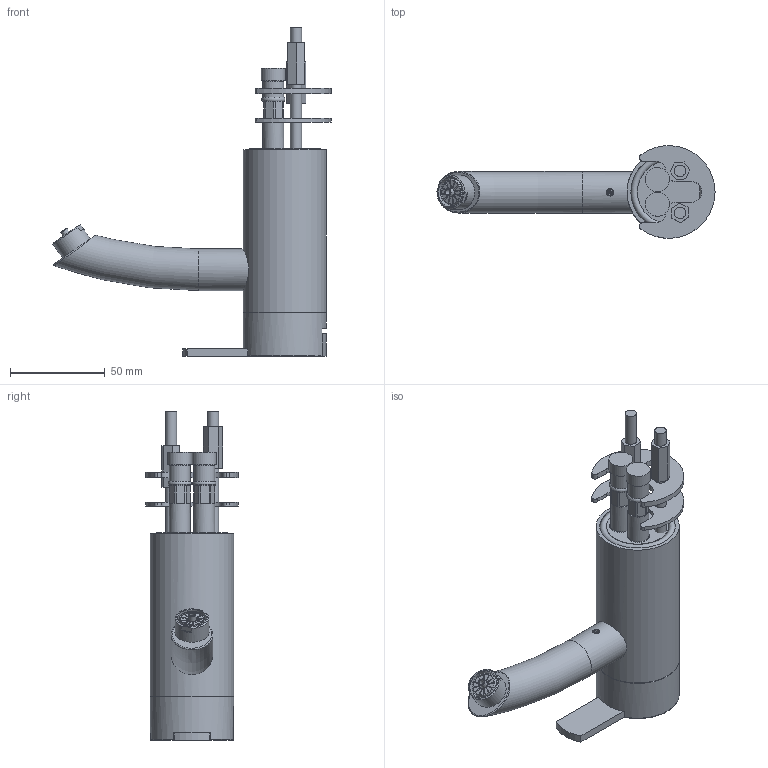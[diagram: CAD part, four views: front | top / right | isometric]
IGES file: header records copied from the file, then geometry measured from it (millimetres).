
Global section: file name: No Iges File Name specified; native system: Autodesk Inventor 2012; preprocessor: AutoDesk Inventor Iges Exporter R2012; author: mblakey; date: 20121002.160450; units: millimetre
Bounding box: 146.97 x 48.97 x 173.8 mm (x, y, z)
Volume: 187341.9 mm3; surface area: 85642.9 mm2
Topology: 34 solids, 34 shells, 564 faces, 1322 edges, 849 vertices
Faces by surface type: plane 296, revolution 119, cylinder 93, torus 34, cone 13, bspline 5, sphere 4
Full cylindrical faces by diameter (mm): 1.5 x1, 3 x2, 4 x6, 5 x1, 6 x2, 8 x2, 10 x3, 11 x4, 11.1 x1, 12.5 x1, 12.7 x2, 14 x3, 14.05 x1, 14.37 x1, 15 x1, 15.75 x1, 16.45 x2, 17.87 x1, 19 x1, 22 x1, 25 x1, 27.5 x1, 29 x1, 29.7 x2, 30.1 x1, 32 x1, 33 x1, 41.8 x1, 44 x2
